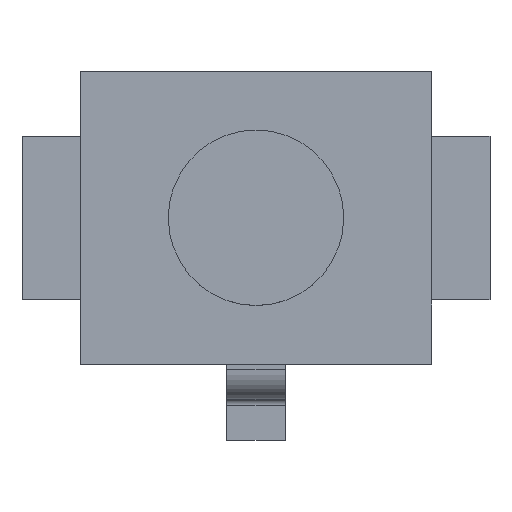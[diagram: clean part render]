
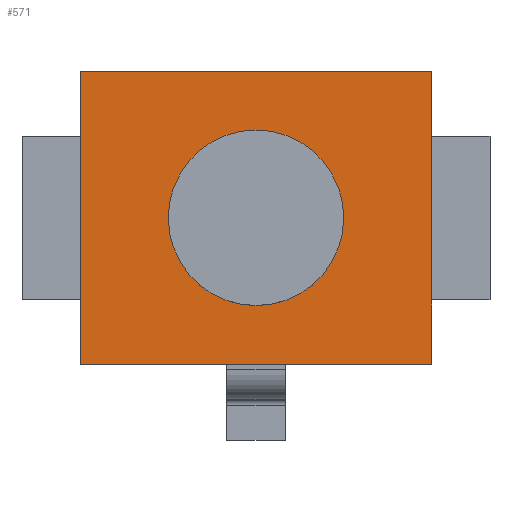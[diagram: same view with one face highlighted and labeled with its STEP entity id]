
A CAD part, top view. The second image highlights one B-rep face of the part: STEP entity #571.
In plain terms, the highlighted planar face has unit normal (0, 0, 1).
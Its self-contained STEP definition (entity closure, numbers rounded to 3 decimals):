
#21 = EDGE_CURVE('',#22,#24,#26,.T.);
#22 = VERTEX_POINT('',#23);
#23 = CARTESIAN_POINT('',(0.,1.575,1.2));
#24 = VERTEX_POINT('',#25);
#25 = CARTESIAN_POINT('',(0.,0.075,1.2));
#26 = CIRCLE('',#27,0.75);
#27 = AXIS2_PLACEMENT_3D('',#28,#29,#30);
#28 = CARTESIAN_POINT('',(0.,0.825,1.2));
#29 = DIRECTION('',(0.,0.,1.));
#30 = DIRECTION('',(0.,1.,0.));
#106 = VERTEX_POINT('',#107);
#107 = CARTESIAN_POINT('',(1.5,2.075,1.2));
#122 = VERTEX_POINT('',#123);
#123 = CARTESIAN_POINT('',(-1.5,2.075,1.2));
#129 = EDGE_CURVE('',#106,#122,#130,.T.);
#130 = LINE('',#131,#132);
#131 = CARTESIAN_POINT('',(-1.5,2.075,1.2));
#132 = VECTOR('',#133,1.);
#133 = DIRECTION('',(-1.,0.,0.));
#160 = EDGE_CURVE('',#161,#106,#163,.T.);
#161 = VERTEX_POINT('',#162);
#162 = CARTESIAN_POINT('',(1.5,-0.425,1.2));
#163 = LINE('',#164,#165);
#164 = CARTESIAN_POINT('',(1.5,2.075,1.2));
#165 = VECTOR('',#166,1.);
#166 = DIRECTION('',(0.,1.,0.));
#231 = EDGE_CURVE('',#232,#161,#234,.T.);
#232 = VERTEX_POINT('',#233);
#233 = CARTESIAN_POINT('',(-1.5,-0.425,1.2));
#234 = LINE('',#235,#236);
#235 = CARTESIAN_POINT('',(1.5,-0.425,1.2));
#236 = VECTOR('',#237,1.);
#237 = DIRECTION('',(1.,0.,-0.));
#279 = EDGE_CURVE('',#122,#232,#280,.T.);
#280 = LINE('',#281,#282);
#281 = CARTESIAN_POINT('',(-1.5,-0.425,1.2));
#282 = VECTOR('',#283,1.);
#283 = DIRECTION('',(0.,-1.,0.));
#571 = ADVANCED_FACE('',(#572,#582),#588,.F.);
#572 = FACE_BOUND('',#573,.T.);
#573 = EDGE_LOOP('',(#574,#575));
#574 = ORIENTED_EDGE('',*,*,#21,.F.);
#575 = ORIENTED_EDGE('',*,*,#576,.F.);
#576 = EDGE_CURVE('',#24,#22,#577,.T.);
#577 = CIRCLE('',#578,0.75);
#578 = AXIS2_PLACEMENT_3D('',#579,#580,#581);
#579 = CARTESIAN_POINT('',(0.,0.825,1.2));
#580 = DIRECTION('',(0.,0.,1.));
#581 = DIRECTION('',(0.,1.,0.));
#582 = FACE_BOUND('',#583,.T.);
#583 = EDGE_LOOP('',(#584,#585,#586,#587));
#584 = ORIENTED_EDGE('',*,*,#129,.T.);
#585 = ORIENTED_EDGE('',*,*,#279,.T.);
#586 = ORIENTED_EDGE('',*,*,#231,.T.);
#587 = ORIENTED_EDGE('',*,*,#160,.T.);
#588 = PLANE('',#589);
#589 = AXIS2_PLACEMENT_3D('',#590,#591,#592);
#590 = CARTESIAN_POINT('',(0.,0.825,1.2));
#591 = DIRECTION('',(0.,0.,-1.));
#592 = DIRECTION('',(0.,-1.,0.));
